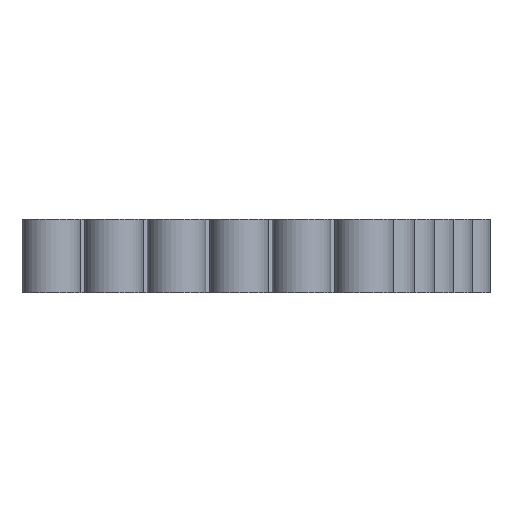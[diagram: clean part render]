
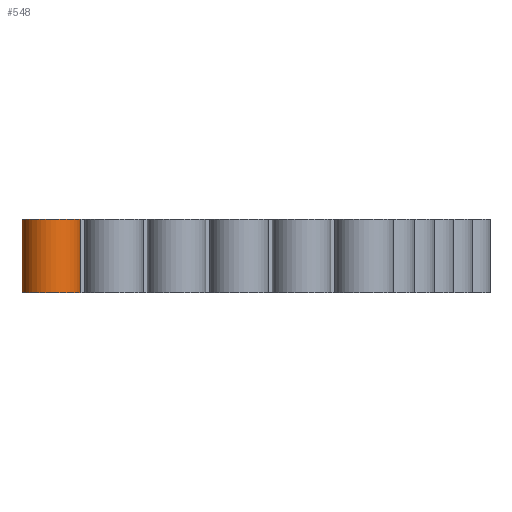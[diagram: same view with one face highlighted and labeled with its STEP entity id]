
A CAD part, front view. The second image highlights one B-rep face of the part: STEP entity #548.
In plain terms, the highlighted cylindrical face has radius 0.4 mm (diameter 0.8 mm), a partial arc.
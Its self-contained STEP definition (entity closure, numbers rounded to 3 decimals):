
#280 = EDGE_CURVE ( 'NONE', #5405, #3746, #2150, .T. ) ;
#294 = ORIENTED_EDGE ( 'NONE', *, *, #280, .T. ) ;
#470 = FACE_OUTER_BOUND ( 'NONE', #2037, .T. ) ;
#548 = ADVANCED_FACE ( 'NONE', ( #470 ), #4108, .T. ) ;
#626 = CARTESIAN_POINT ( 'NONE',  ( 77.603, -26.005, 0. ) ) ;
#960 = CIRCLE ( 'NONE', #4781, 0.4 ) ;
#1245 = EDGE_CURVE ( 'NONE', #2641, #4945, #960, .T. ) ;
#1270 = LINE ( 'NONE', #4953, #1673 ) ;
#1673 = VECTOR ( 'NONE', #3903, 1000. ) ;
#2037 = EDGE_LOOP ( 'NONE', ( #4956, #4738, #3630, #294 ) ) ;
#2150 = CIRCLE ( 'NONE', #5685, 0.4 ) ;
#2641 = VERTEX_POINT ( 'NONE', #4504 ) ;
#2725 = CARTESIAN_POINT ( 'NONE',  ( 77.603, -26.005, 1. ) ) ;
#2932 = AXIS2_PLACEMENT_3D ( 'NONE', #2725, #4053, #5413 ) ;
#3057 = CARTESIAN_POINT ( 'NONE',  ( 78.003, -26.005, 1. ) ) ;
#3128 = CARTESIAN_POINT ( 'NONE',  ( 77.603, -26.005, 1. ) ) ;
#3408 = DIRECTION ( 'NONE',  ( 1., 0., 0. ) ) ;
#3460 = CARTESIAN_POINT ( 'NONE',  ( 78.003, -26.005, 0. ) ) ;
#3594 = DIRECTION ( 'NONE',  ( 1., 0., 0. ) ) ;
#3630 = ORIENTED_EDGE ( 'NONE', *, *, #5206, .T. ) ;
#3736 = DIRECTION ( 'NONE',  ( 0., 0., 1. ) ) ;
#3746 = VERTEX_POINT ( 'NONE', #3460 ) ;
#3903 = DIRECTION ( 'NONE',  ( 0., 0., -1. ) ) ;
#3999 = DIRECTION ( 'NONE',  ( 0., 0., -1. ) ) ;
#4053 = DIRECTION ( 'NONE',  ( 0., 0., -1. ) ) ;
#4108 = CYLINDRICAL_SURFACE ( 'NONE', #2932, 0.4 ) ;
#4504 = CARTESIAN_POINT ( 'NONE',  ( 77.203, -26.005, 1. ) ) ;
#4738 = ORIENTED_EDGE ( 'NONE', *, *, #1245, .F. ) ;
#4781 = AXIS2_PLACEMENT_3D ( 'NONE', #3128, #5456, #3594 ) ;
#4945 = VERTEX_POINT ( 'NONE', #3057 ) ;
#4953 = CARTESIAN_POINT ( 'NONE',  ( 78.003, -26.005, 1. ) ) ;
#4956 = ORIENTED_EDGE ( 'NONE', *, *, #5411, .F. ) ;
#5206 = EDGE_CURVE ( 'NONE', #2641, #5405, #5447, .T. ) ;
#5281 = CARTESIAN_POINT ( 'NONE',  ( 77.203, -26.005, 0. ) ) ;
#5405 = VERTEX_POINT ( 'NONE', #5281 ) ;
#5411 = EDGE_CURVE ( 'NONE', #4945, #3746, #1270, .T. ) ;
#5413 = DIRECTION ( 'NONE',  ( -1., 0., 0. ) ) ;
#5447 = LINE ( 'NONE', #5473, #5851 ) ;
#5456 = DIRECTION ( 'NONE',  ( 0., 0., 1. ) ) ;
#5473 = CARTESIAN_POINT ( 'NONE',  ( 77.203, -26.005, 1. ) ) ;
#5685 = AXIS2_PLACEMENT_3D ( 'NONE', #626, #3736, #3408 ) ;
#5851 = VECTOR ( 'NONE', #3999, 1000. ) ;
